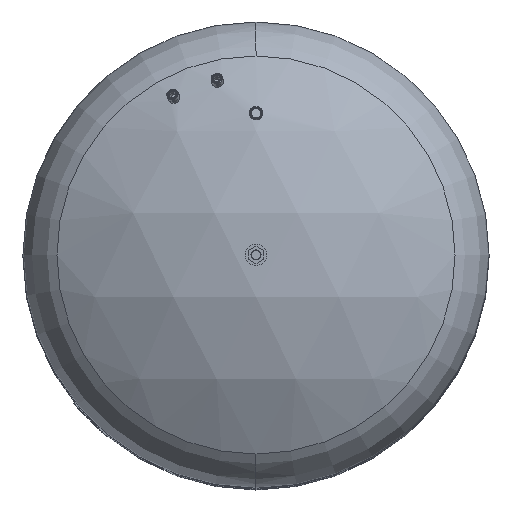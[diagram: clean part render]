
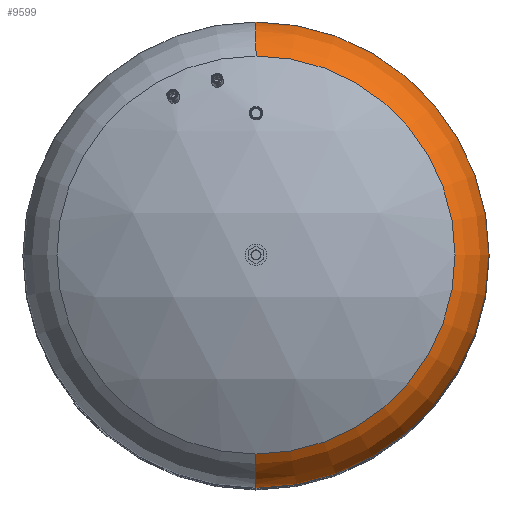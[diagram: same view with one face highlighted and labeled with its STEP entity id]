
A CAD part, top view. The second image highlights one B-rep face of the part: STEP entity #9599.
In plain terms, the highlighted toroidal (fillet/blend) face has major radius 254.5 mm and minor radius 115.5 mm.
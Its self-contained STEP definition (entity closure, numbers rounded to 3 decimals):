
#9504=CARTESIAN_POINT('',(370.0,0.,1961.206));
#9505=VERTEX_POINT('',#9504);
#9529=CARTESIAN_POINT('',(0.,370.0,1961.206));
#9530=VERTEX_POINT('',#9529);
#9538=CARTESIAN_POINT('',(0.,0.,1961.206));
#9539=DIRECTION('',(0.0,0.0,-1.0));
#9540=DIRECTION('',(1.0,0.0,0.0));
#9541=AXIS2_PLACEMENT_3D('',#9538,#9539,#9540);
#9542=CIRCLE('',#9541,370.0);
#9543=EDGE_CURVE('',#9530,#9505,#9542,.T.);
#9548=CARTESIAN_POINT('',(0.,0.0,1961.206));
#9549=DIRECTION('',(0.,0.,-1.0));
#9550=DIRECTION('',(0.0,-1.0,0.0));
#9551=AXIS2_PLACEMENT_3D('',#9548,#9549,#9550);
#9552=TOROIDAL_SURFACE('',#9551,254.5,115.5);
#9553=CARTESIAN_POINT('',(0.,-370.0,1961.206));
#9554=VERTEX_POINT('',#9553);
#9555=CARTESIAN_POINT('',(0.,-315.931,2059.014));
#9556=VERTEX_POINT('',#9555);
#9557=CARTESIAN_POINT('',(0.,-254.5,1961.206));
#9558=DIRECTION('',(-1.0,0.0,0.0));
#9559=DIRECTION('',(0.0,-1.0,0.0));
#9560=AXIS2_PLACEMENT_3D('',#9557,#9558,#9559);
#9561=CIRCLE('',#9560,115.5);
#9562=EDGE_CURVE('',#9554,#9556,#9561,.T.);
#9563=ORIENTED_EDGE('',*,*,#9562,.F.);
#9564=CARTESIAN_POINT('',(0.,0.,1961.206));
#9565=DIRECTION('',(0.0,0.0,-1.0));
#9566=DIRECTION('',(1.0,0.0,0.0));
#9567=AXIS2_PLACEMENT_3D('',#9564,#9565,#9566);
#9568=CIRCLE('',#9567,370.0);
#9569=EDGE_CURVE('',#9505,#9554,#9568,.T.);
#9570=ORIENTED_EDGE('',*,*,#9569,.F.);
#9571=ORIENTED_EDGE('',*,*,#9543,.F.);
#9572=CARTESIAN_POINT('',(0.,315.931,2059.014));
#9573=VERTEX_POINT('',#9572);
#9574=CARTESIAN_POINT('',(0.,254.5,1961.206));
#9575=DIRECTION('',(1.0,0.0,0.0));
#9576=DIRECTION('',(0.0,1.0,0.0));
#9577=AXIS2_PLACEMENT_3D('',#9574,#9575,#9576);
#9578=CIRCLE('',#9577,115.5);
#9579=EDGE_CURVE('',#9530,#9573,#9578,.T.);
#9580=ORIENTED_EDGE('',*,*,#9579,.T.);
#9581=CARTESIAN_POINT('',(315.931,0.,2059.014));
#9582=VERTEX_POINT('',#9581);
#9583=CARTESIAN_POINT('',(0.,0.,2059.014));
#9584=DIRECTION('',(0.0,0.0,-1.0));
#9585=DIRECTION('',(1.0,0.0,0.0));
#9586=AXIS2_PLACEMENT_3D('',#9583,#9584,#9585);
#9587=CIRCLE('',#9586,315.931);
#9588=EDGE_CURVE('',#9573,#9582,#9587,.T.);
#9589=ORIENTED_EDGE('',*,*,#9588,.T.);
#9590=CARTESIAN_POINT('',(0.,0.,2059.014));
#9591=DIRECTION('',(0.0,0.0,-1.0));
#9592=DIRECTION('',(1.0,0.0,0.0));
#9593=AXIS2_PLACEMENT_3D('',#9590,#9591,#9592);
#9594=CIRCLE('',#9593,315.931);
#9595=EDGE_CURVE('',#9582,#9556,#9594,.T.);
#9596=ORIENTED_EDGE('',*,*,#9595,.T.);
#9597=EDGE_LOOP('',(#9563,#9570,#9571,#9580,#9589,#9596));
#9598=FACE_OUTER_BOUND('',#9597,.T.);
#9599=ADVANCED_FACE('',(#9598),#9552,.T.);
